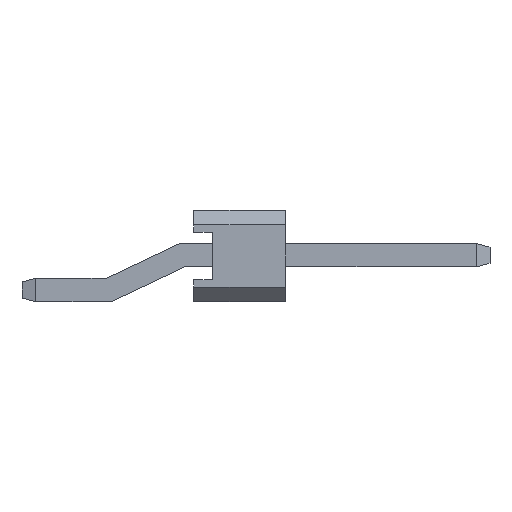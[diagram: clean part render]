
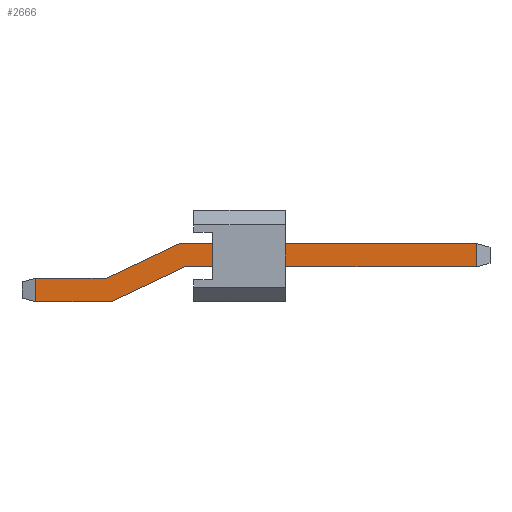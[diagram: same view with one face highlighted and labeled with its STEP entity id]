
A CAD part, front view. The second image highlights one B-rep face of the part: STEP entity #2666.
In plain terms, the highlighted planar face has unit normal (0, -1, 0).
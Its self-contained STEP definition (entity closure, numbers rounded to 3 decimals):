
#46=FACE_OUTER_BOUND('',#206,.T.);
#206=EDGE_LOOP('',(#1789,#1790,#1791,#1792,#1793,#1794,#1795,#1796));
#363=LINE('',#3721,#743);
#372=LINE('',#3739,#752);
#382=LINE('',#3759,#762);
#385=LINE('',#3765,#765);
#387=LINE('',#3770,#767);
#388=LINE('',#3771,#768);
#389=LINE('',#3773,#769);
#390=LINE('',#3774,#770);
#743=VECTOR('',#3016,10.);
#752=VECTOR('',#3029,10.);
#762=VECTOR('',#3047,10.);
#765=VECTOR('',#3054,10.);
#767=VECTOR('',#3060,10.);
#768=VECTOR('',#3061,10.);
#769=VECTOR('',#3062,10.);
#770=VECTOR('',#3063,10.);
#1114=VERTEX_POINT('',#3701);
#1117=VERTEX_POINT('',#3709);
#1127=VERTEX_POINT('',#3738);
#1128=VERTEX_POINT('',#3743);
#1133=VERTEX_POINT('',#3754);
#1134=VERTEX_POINT('',#3764);
#1135=VERTEX_POINT('',#3769);
#1136=VERTEX_POINT('',#3772);
#1363=EDGE_CURVE('',#1114,#1117,#363,.T.);
#1372=EDGE_CURVE('',#1127,#1117,#372,.T.);
#1382=EDGE_CURVE('',#1128,#1133,#382,.T.);
#1385=EDGE_CURVE('',#1134,#1133,#385,.T.);
#1387=EDGE_CURVE('',#1114,#1135,#387,.T.);
#1388=EDGE_CURVE('',#1135,#1134,#388,.T.);
#1389=EDGE_CURVE('',#1128,#1136,#389,.T.);
#1390=EDGE_CURVE('',#1136,#1127,#390,.T.);
#1789=ORIENTED_EDGE('',*,*,#1363,.F.);
#1790=ORIENTED_EDGE('',*,*,#1387,.T.);
#1791=ORIENTED_EDGE('',*,*,#1388,.T.);
#1792=ORIENTED_EDGE('',*,*,#1385,.T.);
#1793=ORIENTED_EDGE('',*,*,#1382,.F.);
#1794=ORIENTED_EDGE('',*,*,#1389,.T.);
#1795=ORIENTED_EDGE('',*,*,#1390,.T.);
#1796=ORIENTED_EDGE('',*,*,#1372,.T.);
#2506=PLANE('',#2849);
#2666=ADVANCED_FACE('',(#46),#2506,.T.);
#2849=AXIS2_PLACEMENT_3D('',#3768,#3058,#3059);
#3016=DIRECTION('',(0.,0.,1.));
#3029=DIRECTION('',(-1.,0.,0.));
#3047=DIRECTION('',(0.,0.,-1.));
#3054=DIRECTION('',(1.,0.,0.));
#3058=DIRECTION('center_axis',(0.,-1.,0.));
#3059=DIRECTION('ref_axis',(0.,0.,-1.));
#3060=DIRECTION('',(1.,0.,0.));
#3061=DIRECTION('',(0.903,0.,0.429));
#3062=DIRECTION('',(-1.,0.,0.));
#3063=DIRECTION('',(-0.903,0.,-0.429));
#3701=CARTESIAN_POINT('',(0.373,-0.32,0.));
#3709=CARTESIAN_POINT('',(0.373,-0.32,0.64));
#3721=CARTESIAN_POINT('',(0.373,-0.32,0.398));
#3738=CARTESIAN_POINT('',(2.3,-0.32,0.64));
#3739=CARTESIAN_POINT('',(0.,-0.32,0.64));
#3743=CARTESIAN_POINT('',(12.427,-0.32,1.59));
#3754=CARTESIAN_POINT('',(12.427,-0.32,0.95));
#3759=CARTESIAN_POINT('',(12.427,-0.32,1.193));
#3764=CARTESIAN_POINT('',(4.444,-0.32,0.95));
#3765=CARTESIAN_POINT('',(4.444,-0.32,0.95));
#3768=CARTESIAN_POINT('Origin',(6.4,-0.32,0.795));
#3769=CARTESIAN_POINT('',(2.444,-0.32,0.));
#3770=CARTESIAN_POINT('',(0.,-0.32,0.));
#3771=CARTESIAN_POINT('',(2.444,-0.32,0.));
#3772=CARTESIAN_POINT('',(4.3,-0.32,1.59));
#3773=CARTESIAN_POINT('',(4.3,-0.32,1.59));
#3774=CARTESIAN_POINT('',(2.3,-0.32,0.64));
